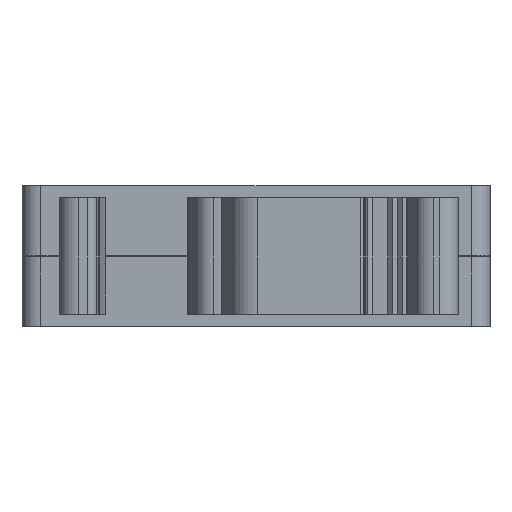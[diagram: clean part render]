
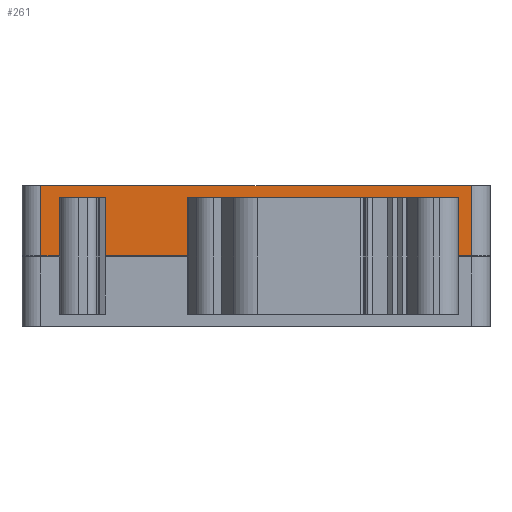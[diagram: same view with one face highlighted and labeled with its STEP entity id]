
A CAD part, front view. The second image highlights one B-rep face of the part: STEP entity #261.
In plain terms, the highlighted planar face has unit normal (0, -1, 0).
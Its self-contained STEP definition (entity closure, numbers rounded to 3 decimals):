
#119=PLANE('',#4349);
#261=ADVANCED_FACE('',(#547),#119,.T.);
#547=FACE_OUTER_BOUND('',#755,.T.);
#755=EDGE_LOOP('',(#2037,#2038,#2039,#2040,#2041,#2042,#2043,#2044,#2045,
#2046,#2047,#2048));
#942=LINE('',#5850,#1408);
#960=LINE('',#5895,#1426);
#982=LINE('',#5952,#1448);
#1026=LINE('',#6091,#1492);
#1035=LINE('',#6110,#1501);
#1047=LINE('',#6133,#1513);
#1048=LINE('',#6134,#1514);
#1049=LINE('',#6135,#1515);
#1050=LINE('',#6137,#1516);
#1051=LINE('',#6139,#1517);
#1052=LINE('',#6140,#1518);
#1053=LINE('',#6142,#1519);
#1408=VECTOR('',#4657,1.);
#1426=VECTOR('',#4689,1.);
#1448=VECTOR('',#4733,1.);
#1492=VECTOR('',#4845,1.);
#1501=VECTOR('',#4860,1.);
#1513=VECTOR('',#4880,1.);
#1514=VECTOR('',#4881,1.);
#1515=VECTOR('',#4882,1.);
#1516=VECTOR('',#4883,1.);
#1517=VECTOR('',#4884,1.);
#1518=VECTOR('',#4885,1.);
#1519=VECTOR('',#4886,1.);
#2037=ORIENTED_EDGE('',*,*,#3637,.F.);
#2038=ORIENTED_EDGE('',*,*,#3658,.F.);
#2039=ORIENTED_EDGE('',*,*,#3540,.F.);
#2040=ORIENTED_EDGE('',*,*,#3659,.T.);
#2041=ORIENTED_EDGE('',*,*,#3646,.T.);
#2042=ORIENTED_EDGE('',*,*,#3660,.T.);
#2043=ORIENTED_EDGE('',*,*,#3661,.T.);
#2044=ORIENTED_EDGE('',*,*,#3662,.T.);
#2045=ORIENTED_EDGE('',*,*,#3520,.T.);
#2046=ORIENTED_EDGE('',*,*,#3566,.F.);
#2047=ORIENTED_EDGE('',*,*,#3663,.F.);
#2048=ORIENTED_EDGE('',*,*,#3664,.T.);
#3109=VERTEX_POINT('',#5844);
#3112=VERTEX_POINT('',#5849);
#3132=VERTEX_POINT('',#5894);
#3133=VERTEX_POINT('',#5896);
#3157=VERTEX_POINT('',#5953);
#3217=VERTEX_POINT('',#6090);
#3218=VERTEX_POINT('',#6092);
#3224=VERTEX_POINT('',#6109);
#3225=VERTEX_POINT('',#6111);
#3232=VERTEX_POINT('',#6136);
#3233=VERTEX_POINT('',#6138);
#3234=VERTEX_POINT('',#6141);
#3520=EDGE_CURVE('',#3109,#3112,#942,.T.);
#3540=EDGE_CURVE('',#3132,#3133,#960,.T.);
#3566=EDGE_CURVE('',#3157,#3112,#982,.T.);
#3637=EDGE_CURVE('',#3217,#3218,#1026,.T.);
#3646=EDGE_CURVE('',#3225,#3224,#1035,.T.);
#3658=EDGE_CURVE('',#3133,#3217,#1047,.T.);
#3659=EDGE_CURVE('',#3132,#3225,#1048,.T.);
#3660=EDGE_CURVE('',#3224,#3232,#1049,.T.);
#3661=EDGE_CURVE('',#3232,#3233,#1050,.T.);
#3662=EDGE_CURVE('',#3233,#3109,#1051,.T.);
#3663=EDGE_CURVE('',#3234,#3157,#1052,.T.);
#3664=EDGE_CURVE('',#3234,#3218,#1053,.T.);
#4349=AXIS2_PLACEMENT_3D('',#6143,#4887,#4888);
#4657=DIRECTION('',(0.,0.,1.));
#4689=DIRECTION('',(0.,0.,1.));
#4733=DIRECTION('',(1.,0.,0.));
#4845=DIRECTION('',(0.,0.,-1.));
#4860=DIRECTION('',(0.,0.,1.));
#4880=DIRECTION('',(-1.,0.,0.));
#4881=DIRECTION('',(1.,0.,0.));
#4882=DIRECTION('',(1.,0.,0.));
#4883=DIRECTION('',(0.,0.,-1.));
#4884=DIRECTION('',(1.,0.,0.));
#4885=DIRECTION('',(0.,0.,1.));
#4886=DIRECTION('',(1.,0.,0.));
#4887=DIRECTION('',(0.,-1.,0.));
#4888=DIRECTION('',(-1.,0.,0.));
#5844=CARTESIAN_POINT('',(23.,-9.5,4.3));
#5849=CARTESIAN_POINT('',(23.,-9.5,11.8));
#5850=CARTESIAN_POINT('',(23.,-9.5,4.3));
#5894=CARTESIAN_POINT('',(-16.102,-9.5,4.3));
#5895=CARTESIAN_POINT('',(-16.102,-9.5,0.));
#5896=CARTESIAN_POINT('',(-16.102,-9.5,10.5));
#5952=CARTESIAN_POINT('',(0.,-9.5,11.8));
#5953=CARTESIAN_POINT('',(-23.,-9.5,11.8));
#6090=CARTESIAN_POINT('',(-21.,-9.5,10.5));
#6091=CARTESIAN_POINT('',(-21.,-9.5,0.));
#6092=CARTESIAN_POINT('',(-21.,-9.5,4.3));
#6109=CARTESIAN_POINT('',(-5.6,-9.5,10.5));
#6110=CARTESIAN_POINT('',(-5.6,-9.5,0.));
#6111=CARTESIAN_POINT('',(-5.6,-9.5,4.3));
#6133=CARTESIAN_POINT('',(-16.102,-9.5,10.5));
#6134=CARTESIAN_POINT('',(0.,-9.5,4.3));
#6135=CARTESIAN_POINT('',(0.,-9.5,10.5));
#6136=CARTESIAN_POINT('',(21.6,-9.5,10.5));
#6137=CARTESIAN_POINT('',(21.6,-9.5,0.));
#6138=CARTESIAN_POINT('',(21.6,-9.5,4.3));
#6139=CARTESIAN_POINT('',(0.,-9.5,4.3));
#6140=CARTESIAN_POINT('',(-23.,-9.5,4.3));
#6141=CARTESIAN_POINT('',(-23.,-9.5,4.3));
#6142=CARTESIAN_POINT('',(0.,-9.5,4.3));
#6143=CARTESIAN_POINT('',(23.,-9.5,4.3));
